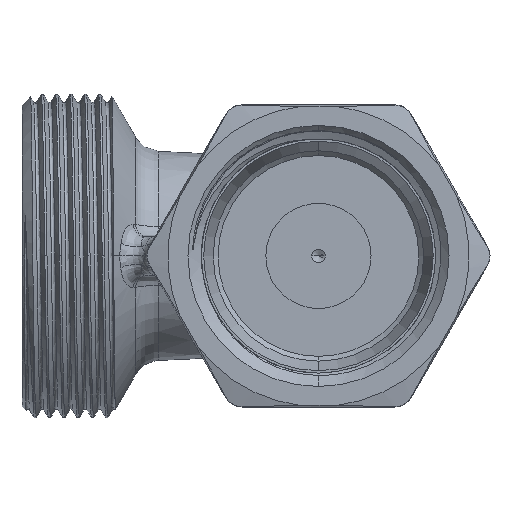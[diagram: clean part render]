
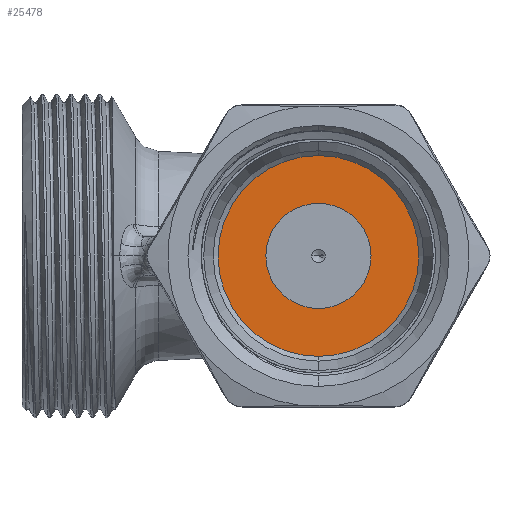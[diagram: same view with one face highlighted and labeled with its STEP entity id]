
A CAD part, front view. The second image highlights one B-rep face of the part: STEP entity #25478.
In plain terms, the highlighted planar face has unit normal (0, -1, 0).
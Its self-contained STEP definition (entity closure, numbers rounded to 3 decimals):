
#4415=CARTESIAN_POINT('',(0.,-5.9,0.));
#4416=DIRECTION('',(0.,1.,0.));
#4417=DIRECTION('',(0.,0.,-1.));
#4418=AXIS2_PLACEMENT_3D('',#4415,#4416,#4417);
#4420=CARTESIAN_POINT('',(0.,-5.9,0.));
#4421=DIRECTION('',(0.,-1.,0.));
#4422=DIRECTION('',(0.,0.,-1.));
#4423=AXIS2_PLACEMENT_3D('',#4420,#4421,#4422);
#4425=CARTESIAN_POINT('',(0.,-5.9,0.));
#4426=DIRECTION('',(0.,1.,0.));
#4427=DIRECTION('',(1.,0.,0.));
#4428=AXIS2_PLACEMENT_3D('',#4425,#4426,#4427);
#4430=CARTESIAN_POINT('',(0.,-5.9,0.));
#4431=DIRECTION('',(0.,1.,0.));
#4432=DIRECTION('',(-1.,0.,0.));
#4433=AXIS2_PLACEMENT_3D('',#4430,#4431,#4432);
#17463=CARTESIAN_POINT('',(0.,-5.9,-10.5));
#17464=VERTEX_POINT('',#17463);
#17471=CARTESIAN_POINT('',(0.,-5.9,10.5));
#17472=VERTEX_POINT('',#17471);
#17477=CARTESIAN_POINT('',(5.5,-5.9,0.));
#17478=CARTESIAN_POINT('',(-5.5,-5.9,0.));
#17479=VERTEX_POINT('',#17477);
#17480=VERTEX_POINT('',#17478);
#25462=CARTESIAN_POINT('',(0.,-5.9,0.));
#25463=DIRECTION('',(0.,1.,0.));
#25464=DIRECTION('',(0.,0.,-1.));
#25465=AXIS2_PLACEMENT_3D('',#25462,#25463,#25464);
#25466=PLANE('',#25465);
#25468=ORIENTED_EDGE('',*,*,#25467,.T.);
#25470=ORIENTED_EDGE('',*,*,#25469,.F.);
#25471=EDGE_LOOP('',(#25468,#25470));
#25472=FACE_OUTER_BOUND('',#25471,.F.);
#25473=ORIENTED_EDGE('',*,*,#25452,.F.);
#25475=ORIENTED_EDGE('',*,*,#25474,.F.);
#25476=EDGE_LOOP('',(#25473,#25475));
#25477=FACE_BOUND('',#25476,.F.);
#25478=ADVANCED_FACE('',(#25472,#25477),#25466,.F.);
#4419=CIRCLE('',#4418,10.5);
#4424=CIRCLE('',#4423,10.5);
#4429=CIRCLE('',#4428,5.5);
#4434=CIRCLE('',#4433,5.5);
#25452=EDGE_CURVE('',#17479,#17480,#4429,.T.);
#25467=EDGE_CURVE('',#17464,#17472,#4419,.T.);
#25469=EDGE_CURVE('',#17464,#17472,#4424,.T.);
#25474=EDGE_CURVE('',#17480,#17479,#4434,.T.);
